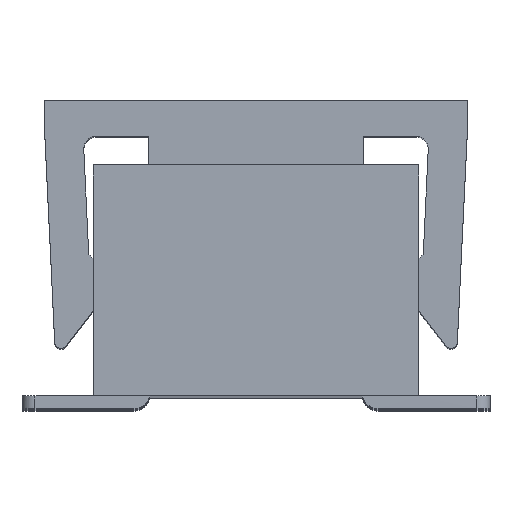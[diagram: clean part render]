
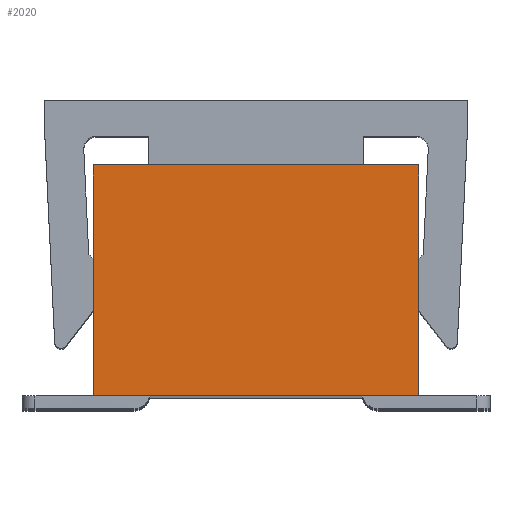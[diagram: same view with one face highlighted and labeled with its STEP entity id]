
A CAD part, top view. The second image highlights one B-rep face of the part: STEP entity #2020.
In plain terms, the highlighted planar face has unit normal (0, 0, 1).
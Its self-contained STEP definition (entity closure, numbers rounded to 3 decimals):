
#1201=CARTESIAN_POINT('',(-2.025,0.,-11.631));
#1202=VERTEX_POINT('',#1201);
#1209=CARTESIAN_POINT('',(-2.025,3.55,-11.631));
#1210=VERTEX_POINT('',#1209);
#1211=CARTESIAN_POINT('',(-2.025,3.55,-11.631));
#1212=DIRECTION('',(0.,-1.,0.));
#1213=VECTOR('',#1212,3.55);
#1214=LINE('',#1211,#1213);
#1215=EDGE_CURVE('',#1210,#1202,#1214,.T.);
#1245=CARTESIAN_POINT('',(2.975,3.55,-11.631));
#1246=VERTEX_POINT('',#1245);
#1247=CARTESIAN_POINT('',(2.975,3.55,-11.631));
#1248=DIRECTION('',(-1.,0.,0.));
#1249=VECTOR('',#1248,5.);
#1250=LINE('',#1247,#1249);
#1251=EDGE_CURVE('',#1246,#1210,#1250,.T.);
#1828=CARTESIAN_POINT('',(2.975,0.,-11.631));
#1829=VERTEX_POINT('',#1828);
#1989=CARTESIAN_POINT('',(2.975,3.55,-11.631));
#1990=DIRECTION('',(0.,-1.,0.));
#1991=VECTOR('',#1990,3.55);
#1992=LINE('',#1989,#1991);
#1993=EDGE_CURVE('',#1246,#1829,#1992,.T.);
#2004=CARTESIAN_POINT('',(0.475,1.775,-11.631));
#2005=DIRECTION('',(1.,0.,0.));
#2006=DIRECTION('',(0.,0.,1.));
#2007=AXIS2_PLACEMENT_3D('',#2004,#2006,#2005);
#2008=PLANE('',#2007);
#2009=CARTESIAN_POINT('',(-2.025,0.,-11.631));
#2010=DIRECTION('',(1.,0.,0.));
#2011=VECTOR('',#2010,5.);
#2012=LINE('',#2009,#2011);
#2013=EDGE_CURVE('',#1202,#1829,#2012,.T.);
#2014=ORIENTED_EDGE('',*,*,#2013,.T.);
#2015=ORIENTED_EDGE('',*,*,#1993,.F.);
#2016=ORIENTED_EDGE('',*,*,#1251,.T.);
#2017=ORIENTED_EDGE('',*,*,#1215,.T.);
#2018=EDGE_LOOP('',(#2014,#2015,#2016,#2017));
#2019=FACE_OUTER_BOUND('',#2018,.T.);
#2020=ADVANCED_FACE('',(#2019),#2008,.T.);
